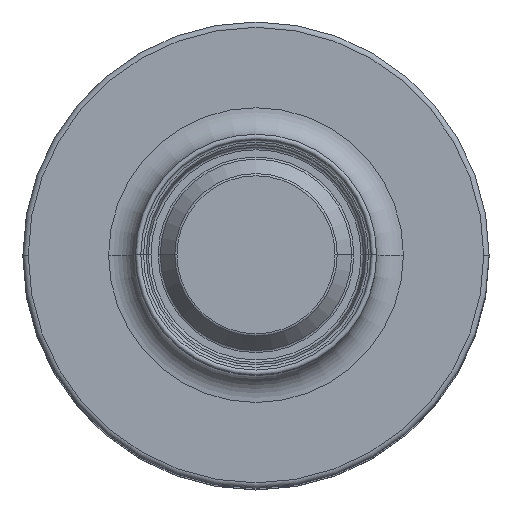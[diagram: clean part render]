
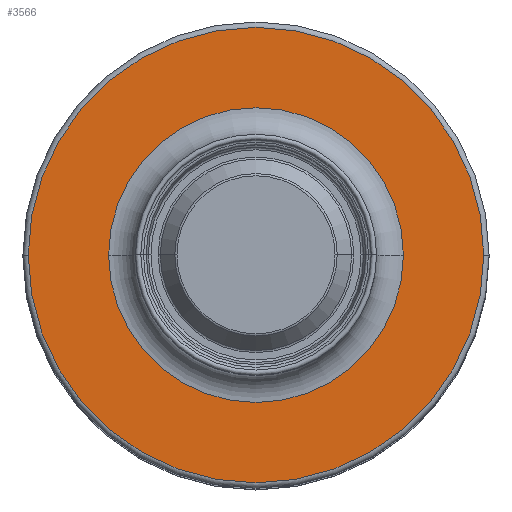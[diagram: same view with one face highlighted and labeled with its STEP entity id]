
A CAD part, top view. The second image highlights one B-rep face of the part: STEP entity #3566.
In plain terms, the highlighted planar face has unit normal (0, 0, 1).
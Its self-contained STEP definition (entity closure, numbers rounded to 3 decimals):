
#440=CARTESIAN_POINT('',(0.,0.,225.));
#441=DIRECTION('',(0.,0.,-1.));
#442=DIRECTION('',(-1.,0.,0.));
#443=AXIS2_PLACEMENT_3D('',#440,#441,#442);
#448=CARTESIAN_POINT('',(0.,0.,225.));
#449=DIRECTION('',(0.,0.,-1.));
#450=DIRECTION('',(1.,0.,0.));
#451=AXIS2_PLACEMENT_3D('',#448,#449,#450);
#456=CARTESIAN_POINT('',(0.,0.,225.));
#457=DIRECTION('',(0.,0.,1.));
#458=DIRECTION('',(-1.,0.,0.));
#459=AXIS2_PLACEMENT_3D('',#456,#457,#458);
#464=CARTESIAN_POINT('',(0.,0.,225.));
#465=DIRECTION('',(0.,0.,1.));
#466=DIRECTION('',(1.,0.,0.));
#467=AXIS2_PLACEMENT_3D('',#464,#465,#466);
#2900=CARTESIAN_POINT('',(42.5,0.,225.));
#2901=VERTEX_POINT('',#2900);
#2902=CARTESIAN_POINT('',(-42.5,0.,225.));
#2903=VERTEX_POINT('',#2902);
#2904=CARTESIAN_POINT('',(-27.5,0.,225.));
#2905=CARTESIAN_POINT('',(27.5,0.,225.));
#2906=VERTEX_POINT('',#2904);
#2907=VERTEX_POINT('',#2905);
#3551=CARTESIAN_POINT('',(0.,0.,225.));
#3552=DIRECTION('',(0.,0.,1.));
#3553=DIRECTION('',(1.,0.,0.));
#3554=AXIS2_PLACEMENT_3D('',#3551,#3552,#3553);
#3555=PLANE('',#3554);
#3556=ORIENTED_EDGE('',*,*,#3530,.T.);
#3557=ORIENTED_EDGE('',*,*,#3544,.T.);
#3558=EDGE_LOOP('',(#3556,#3557));
#3559=FACE_OUTER_BOUND('',#3558,.F.);
#3561=ORIENTED_EDGE('',*,*,#3560,.T.);
#3563=ORIENTED_EDGE('',*,*,#3562,.T.);
#3564=EDGE_LOOP('',(#3561,#3563));
#3565=FACE_BOUND('',#3564,.F.);
#444=CIRCLE('',#443,42.5);
#452=CIRCLE('',#451,42.5);
#460=CIRCLE('',#459,27.5);
#468=CIRCLE('',#467,27.5);
#3530=EDGE_CURVE('',#2903,#2901,#444,.T.);
#3544=EDGE_CURVE('',#2901,#2903,#452,.T.);
#3560=EDGE_CURVE('',#2906,#2907,#460,.T.);
#3562=EDGE_CURVE('',#2907,#2906,#468,.T.);
#3566=ADVANCED_FACE('',(#3559,#3565),#3555,.T.);
